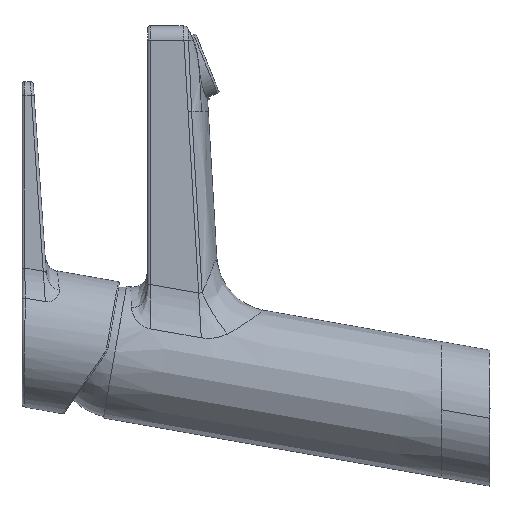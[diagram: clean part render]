
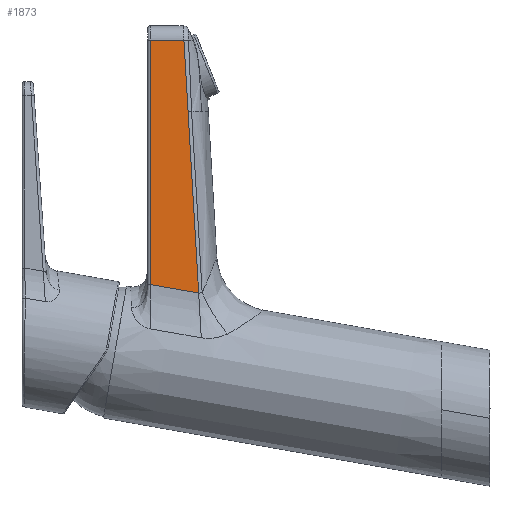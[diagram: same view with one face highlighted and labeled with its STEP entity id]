
A CAD part, left-side view. The second image highlights one B-rep face of the part: STEP entity #1873.
In plain terms, the highlighted planar face has unit normal (-1, 0, 0).
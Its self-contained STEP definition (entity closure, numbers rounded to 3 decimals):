
#210 = VERTEX_POINT ( 'NONE', #6513 ) ;
#266 = FACE_OUTER_BOUND ( 'NONE', #1492, .T. ) ;
#385 = AXIS2_PLACEMENT_3D ( 'NONE', #3866, #3362, #6511 ) ;
#595 = CARTESIAN_POINT ( 'NONE',  ( -17.5, 114.594, 45.83 ) ) ;
#1093 = CARTESIAN_POINT ( 'NONE',  ( -17.5, 104.537, 44.057 ) ) ;
#1289 = CARTESIAN_POINT ( 'NONE',  ( -17.5, 101.185, 43.466 ) ) ;
#1329 = CARTESIAN_POINT ( 'NONE',  ( -17.5, 104.87, 106.562 ) ) ;
#1368 = ORIENTED_EDGE ( 'NONE', *, *, #5727, .F. ) ;
#1492 = EDGE_LOOP ( 'NONE', ( #1368, #4338, #5224, #4232, #3722 ) ) ;
#1498 = B_SPLINE_CURVE_WITH_KNOTS ( 'NONE', 5,
 ( #4769, #1093, #5920, #5390, #595, #5436 ),
 .UNSPECIFIED., .F., .F.,
 ( 6, 6 ),
 ( 20.951, 37.971 ),
 .UNSPECIFIED. ) ;
#1641 = CARTESIAN_POINT ( 'NONE',  ( -17.5, 117.946, 131.273 ) ) ;
#1673 = VERTEX_POINT ( 'NONE', #2408 ) ;
#1873 = ADVANCED_FACE ( 'NONE', ( #266 ), #4448, .F. ) ;
#2048 = B_SPLINE_CURVE_WITH_KNOTS ( 'NONE', 1,
 ( #1329, #2308 ),
 .UNSPECIFIED., .F., .F.,
 ( 2, 2 ),
 ( 0., 24.753 ),
 .UNSPECIFIED. ) ;
#2308 = CARTESIAN_POINT ( 'NONE',  ( -17.5, 106.313, 131.273 ) ) ;
#2320 = CARTESIAN_POINT ( 'NONE',  ( -17.5, 101.922, 56.085 ) ) ;
#2340 = EDGE_CURVE ( 'NONE', #6660, #210, #1498, .T. ) ;
#2408 = CARTESIAN_POINT ( 'NONE',  ( -17.5, 104.87, 106.562 ) ) ;
#2946 = CARTESIAN_POINT ( 'NONE',  ( -17.5, 103.396, 81.323 ) ) ;
#3362 = DIRECTION ( 'NONE',  ( 1., 0., 0. ) ) ;
#3424 = CARTESIAN_POINT ( 'NONE',  ( -17.5, 104.87, 106.562 ) ) ;
#3580 = B_SPLINE_CURVE_WITH_KNOTS ( 'NONE', 1,
 ( #6197, #5084 ),
 .UNSPECIFIED., .F., .F.,
 ( 2, 2 ),
 ( 0., 84.851 ),
 .UNSPECIFIED. ) ;
#3722 = ORIENTED_EDGE ( 'NONE', *, *, #6172, .T. ) ;
#3846 = EDGE_CURVE ( 'NONE', #210, #4021, #3580, .T. ) ;
#3862 = B_SPLINE_CURVE_WITH_KNOTS ( 'NONE', 5,
 ( #6108, #2320, #4973, #2946, #6585, #3424 ),
 .UNSPECIFIED., .F., .F.,
 ( 6, 6 ),
 ( 3.568, 66.771 ),
 .UNSPECIFIED. ) ;
#3866 = CARTESIAN_POINT ( 'NONE',  ( -17.5, 19.696, 3.473 ) ) ;
#4021 = VERTEX_POINT ( 'NONE', #4388 ) ;
#4120 = EDGE_CURVE ( 'NONE', #6660, #1673, #3862, .T. ) ;
#4232 = ORIENTED_EDGE ( 'NONE', *, *, #4120, .T. ) ;
#4338 = ORIENTED_EDGE ( 'NONE', *, *, #3846, .F. ) ;
#4376 = B_SPLINE_CURVE_WITH_KNOTS ( 'NONE', 1,
 ( #1641, #5350 ),
 .UNSPECIFIED., .F., .F.,
 ( 2, 2 ),
 ( 0., 11.633 ),
 .UNSPECIFIED. ) ;
#4388 = CARTESIAN_POINT ( 'NONE',  ( -17.5, 117.946, 131.273 ) ) ;
#4448 = PLANE ( 'NONE',  #385 ) ;
#4769 = CARTESIAN_POINT ( 'NONE',  ( -17.5, 101.185, 43.466 ) ) ;
#4973 = CARTESIAN_POINT ( 'NONE',  ( -17.5, 102.659, 68.704 ) ) ;
#5084 = CARTESIAN_POINT ( 'NONE',  ( -17.5, 117.946, 131.273 ) ) ;
#5224 = ORIENTED_EDGE ( 'NONE', *, *, #2340, .F. ) ;
#5350 = CARTESIAN_POINT ( 'NONE',  ( -17.5, 106.313, 131.273 ) ) ;
#5390 = CARTESIAN_POINT ( 'NONE',  ( -17.5, 111.242, 45.239 ) ) ;
#5436 = CARTESIAN_POINT ( 'NONE',  ( -17.5, 117.946, 46.422 ) ) ;
#5727 = EDGE_CURVE ( 'NONE', #4021, #6040, #4376, .T. ) ;
#5920 = CARTESIAN_POINT ( 'NONE',  ( -17.5, 107.889, 44.648 ) ) ;
#6040 = VERTEX_POINT ( 'NONE', #6271 ) ;
#6108 = CARTESIAN_POINT ( 'NONE',  ( -17.5, 101.185, 43.466 ) ) ;
#6172 = EDGE_CURVE ( 'NONE', #1673, #6040, #2048, .T. ) ;
#6197 = CARTESIAN_POINT ( 'NONE',  ( -17.5, 117.946, 46.422 ) ) ;
#6271 = CARTESIAN_POINT ( 'NONE',  ( -17.5, 106.313, 131.273 ) ) ;
#6511 = DIRECTION ( 'NONE',  ( 0., 0., 1. ) ) ;
#6513 = CARTESIAN_POINT ( 'NONE',  ( -17.5, 117.946, 46.422 ) ) ;
#6585 = CARTESIAN_POINT ( 'NONE',  ( -17.5, 104.133, 93.943 ) ) ;
#6660 = VERTEX_POINT ( 'NONE', #1289 ) ;
